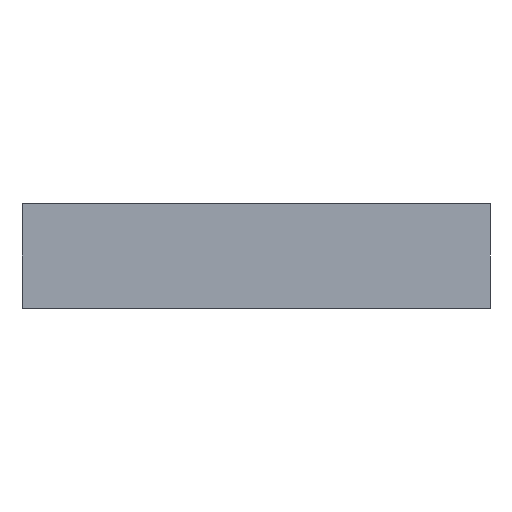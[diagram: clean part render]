
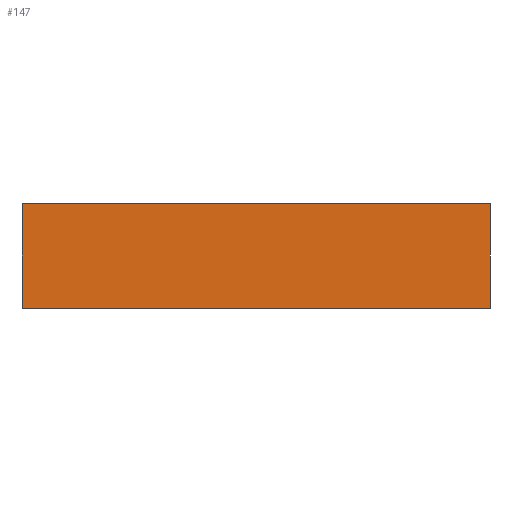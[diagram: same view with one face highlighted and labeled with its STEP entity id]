
A CAD part, front view. The second image highlights one B-rep face of the part: STEP entity #147.
In plain terms, the highlighted planar face has unit normal (0, -1, 0).
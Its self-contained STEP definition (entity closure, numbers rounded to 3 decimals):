
#10 = ORIENTED_EDGE ( 'NONE', *, *, #691, .F. ) ;
#40 = DIRECTION ( 'NONE',  ( 0., 0., -1. ) ) ;
#96 = ORIENTED_EDGE ( 'NONE', *, *, #829, .T. ) ;
#99 = DIRECTION ( 'NONE',  ( 0., 0., 1. ) ) ;
#128 = VECTOR ( 'NONE', #654, 1000. ) ;
#129 = CARTESIAN_POINT ( 'NONE',  ( -33.5, -130., 15. ) ) ;
#147 = ADVANCED_FACE ( 'NONE', ( #258 ), #168, .F. ) ;
#158 = DIRECTION ( 'NONE',  ( 0., 1., 0. ) ) ;
#167 = VERTEX_POINT ( 'NONE', #311 ) ;
#168 = PLANE ( 'NONE',  #422 ) ;
#179 = CARTESIAN_POINT ( 'NONE',  ( 33.5, -130., 15. ) ) ;
#243 = VECTOR ( 'NONE', #707, 1000. ) ;
#258 = FACE_OUTER_BOUND ( 'NONE', #774, .T. ) ;
#295 = LINE ( 'NONE', #632, #243 ) ;
#303 = CARTESIAN_POINT ( 'NONE',  ( -33.5, -130., 0. ) ) ;
#311 = CARTESIAN_POINT ( 'NONE',  ( 33.5, -130., 0. ) ) ;
#379 = CARTESIAN_POINT ( 'NONE',  ( -33.5, -130., 15. ) ) ;
#413 = LINE ( 'NONE', #179, #759 ) ;
#422 = AXIS2_PLACEMENT_3D ( 'NONE', #379, #158, #99 ) ;
#441 = ORIENTED_EDGE ( 'NONE', *, *, #877, .T. ) ;
#469 = VERTEX_POINT ( 'NONE', #129 ) ;
#473 = DIRECTION ( 'NONE',  ( 0., 0., -1. ) ) ;
#491 = VERTEX_POINT ( 'NONE', #924 ) ;
#524 = CARTESIAN_POINT ( 'NONE',  ( -33.5, -130., 0. ) ) ;
#538 = EDGE_CURVE ( 'NONE', #469, #491, #295, .T. ) ;
#565 = VECTOR ( 'NONE', #473, 1000. ) ;
#629 = CARTESIAN_POINT ( 'NONE',  ( -33.5, -130., 15. ) ) ;
#632 = CARTESIAN_POINT ( 'NONE',  ( -33.5, -130., 15. ) ) ;
#649 = ORIENTED_EDGE ( 'NONE', *, *, #538, .F. ) ;
#654 = DIRECTION ( 'NONE',  ( 1., 0., 0. ) ) ;
#676 = LINE ( 'NONE', #303, #128 ) ;
#691 = EDGE_CURVE ( 'NONE', #491, #167, #413, .T. ) ;
#707 = DIRECTION ( 'NONE',  ( 1., 0., 0. ) ) ;
#756 = LINE ( 'NONE', #629, #565 ) ;
#759 = VECTOR ( 'NONE', #40, 1000. ) ;
#774 = EDGE_LOOP ( 'NONE', ( #441, #10, #649, #96 ) ) ;
#829 = EDGE_CURVE ( 'NONE', #469, #932, #756, .T. ) ;
#877 = EDGE_CURVE ( 'NONE', #932, #167, #676, .T. ) ;
#924 = CARTESIAN_POINT ( 'NONE',  ( 33.5, -130., 15. ) ) ;
#932 = VERTEX_POINT ( 'NONE', #524 ) ;
